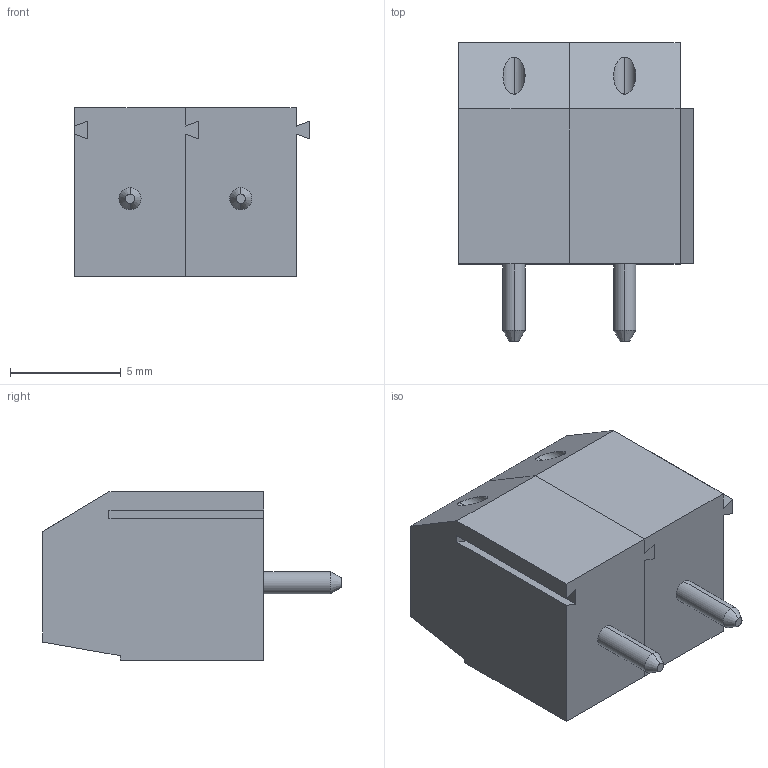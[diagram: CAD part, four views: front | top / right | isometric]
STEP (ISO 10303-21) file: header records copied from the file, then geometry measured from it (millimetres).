
FILE_DESCRIPTION (( 'STEP AP214' ), '1' );
FILE_NAME ('RND 205-00012.STEP', '2018-06-16T12:28:48', ( '' ), ( '' ), 'SwSTEP 2.0', 'SolidWorks 2017', '' );
FILE_SCHEMA (( 'AUTOMOTIVE_DESIGN' ));
Length unit declared in the file: millimetre
Products named in the file (1): RND 205-00012
Bounding box: 10.6 x 13.5 x 7.6 mm (x, y, z)
Volume: 553 mm3; surface area: 1585.6 mm2
Topology: 10 solids, 10 shells, 158 faces, 358 edges, 226 vertices
Faces by surface type: plane 116, cylinder 32, torus 6, cone 4
Entity records: 4529 total; most frequent: CARTESIAN_POINT 859, DIRECTION 720, ORIENTED_EDGE 716, EDGE_CURVE 358, LINE 258, VECTOR 258, AXIS2_PLACEMENT_3D 231, VERTEX_POINT 226
